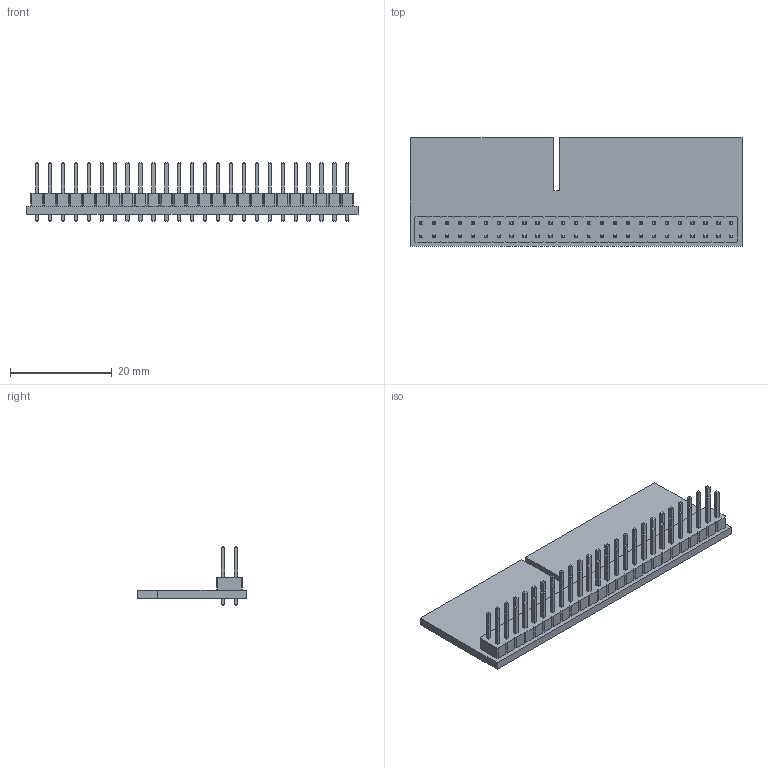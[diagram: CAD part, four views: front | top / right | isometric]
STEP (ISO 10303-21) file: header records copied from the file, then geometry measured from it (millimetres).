
FILE_DESCRIPTION(('KiCad electronic assembly'),'2;1');
FILE_NAME('CPC464-2MINI-EDGE.step','2023-10-15T23:20:18',('Pcbnew'),( 'Kicad'),'Open CASCADE STEP processor 7.7','KiCad to STEP converter' ,'Unknown');
FILE_SCHEMA(('AUTOMOTIVE_DESIGN { 1 0 10303 214 1 1 1 1 }'));
Length unit declared in the file: millimetre
Products named in the file (4): CPC464-2MINI-EDGE 1; PinHeader_2x25_P2.54mm_Vertical; SOLID; CPC464-2MINI-EDGE PCB
Assembly tree (3 placements, depth 3):
  CPC464-2MINI-EDGE 1
    PinHeader_2x25_P2.54mm_Vertical
      SOLID
    CPC464-2MINI-EDGE PCB
Bounding box: 65.24 x 21.41 x 11.54 mm (x, y, z)
Volume: 3119.8 mm3; surface area: 5382.6 mm2
Topology: 2 solids, 2 shells, 1118 faces, 2642 edges, 1628 vertices
Faces by surface type: plane 1068, cylinder 50
Full cylindrical faces by diameter (mm): 1 x50
Entity records: 73316 total; most frequent: CARTESIAN_POINT 11276, DIRECTION 10170, LINE 7726, VECTOR 7726, ORIENTED_EDGE 5284, PCURVE 5284, DEFINITIONAL_REPRESENTATION 5284, EDGE_CURVE 2642
